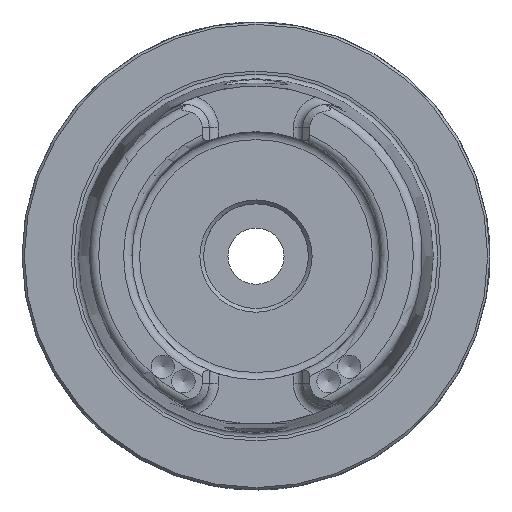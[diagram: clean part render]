
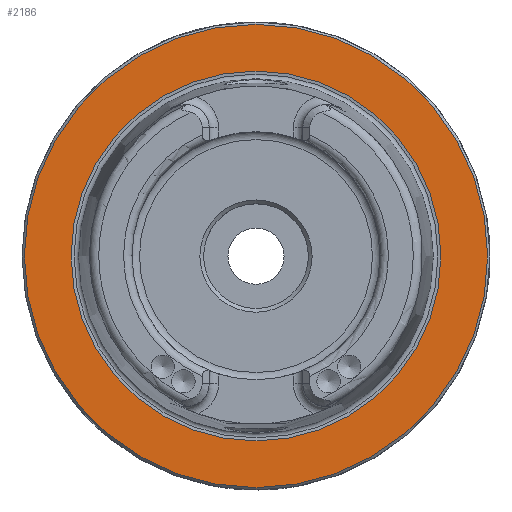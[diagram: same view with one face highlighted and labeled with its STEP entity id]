
A CAD part, top view. The second image highlights one B-rep face of the part: STEP entity #2186.
In plain terms, the highlighted planar face has unit normal (0, 0, 1).
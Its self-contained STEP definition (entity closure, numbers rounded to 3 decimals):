
#749=ORIENTED_EDGE('',*,*,#1190,.T.);
#750=ORIENTED_EDGE('',*,*,#1188,.F.);
#1188=EDGE_CURVE('',#1420,#1420,#1547,.T.);
#1190=EDGE_CURVE('',#1422,#1422,#1549,.T.);
#1420=VERTEX_POINT('',#4107);
#1422=VERTEX_POINT('',#4112);
#1547=CIRCLE('',#2436,39.511);
#1549=CIRCLE('',#2439,49.5);
#1718=EDGE_LOOP('',(#749));
#1719=EDGE_LOOP('',(#750));
#1950=FACE_BOUND('',#1718,.T.);
#1951=FACE_BOUND('',#1719,.T.);
#2090=PLANE('',#2438);
#2186=ADVANCED_FACE('',(#1950,#1951),#2090,.T.);
#2436=AXIS2_PLACEMENT_3D('',#4106,#2982,#2983);
#2438=AXIS2_PLACEMENT_3D('',#4110,#2986,#2987);
#2439=AXIS2_PLACEMENT_3D('',#4111,#2988,#2989);
#2982=DIRECTION('',(0.,0.,1.));
#2983=DIRECTION('',(1.,0.,0.));
#2986=DIRECTION('',(0.,0.,1.));
#2987=DIRECTION('',(1.,0.,0.));
#2988=DIRECTION('',(0.,0.,1.));
#2989=DIRECTION('',(1.,0.,0.));
#4106=CARTESIAN_POINT('',(0.,0.,0.));
#4107=CARTESIAN_POINT('',(39.511,0.,0.));
#4110=CARTESIAN_POINT('',(49.5,0.,0.));
#4111=CARTESIAN_POINT('',(0.,0.,0.));
#4112=CARTESIAN_POINT('',(49.5,0.,0.));
